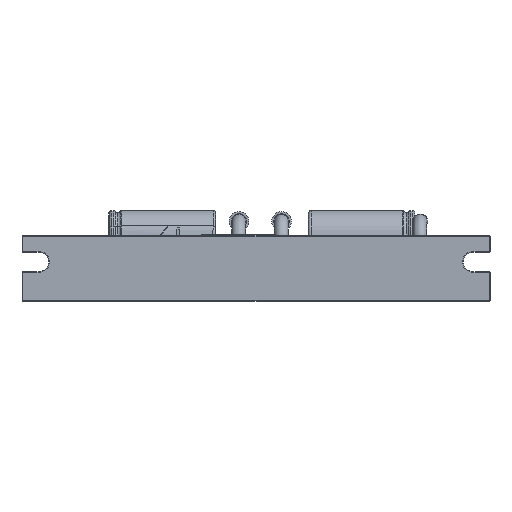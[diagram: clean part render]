
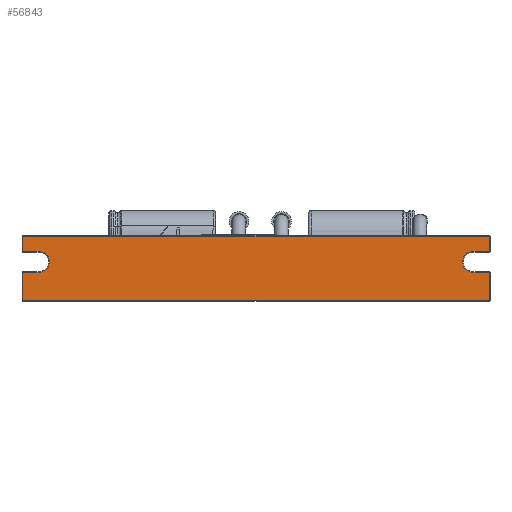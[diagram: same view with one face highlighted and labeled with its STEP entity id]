
A CAD part, front view. The second image highlights one B-rep face of the part: STEP entity #56843.
In plain terms, the highlighted planar face has unit normal (0, -1, 0).
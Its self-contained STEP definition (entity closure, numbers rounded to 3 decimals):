
#14 = ORIENTED_EDGE ( 'NONE', *, *, #123502, .T. ) ;
#892 = DIRECTION ( 'NONE',  ( 0., 0., 1. ) ) ;
#979 = CARTESIAN_POINT ( 'NONE',  ( -55., -37.5, 11.7 ) ) ;
#1563 = PLANE ( 'NONE',  #1913 ) ;
#1913 = AXIS2_PLACEMENT_3D ( 'NONE', #92493, #169865, #892 ) ;
#2476 = CARTESIAN_POINT ( 'NONE',  ( -55., -37.5, 6.8 ) ) ;
#7293 = VECTOR ( 'NONE', #179404, 1000. ) ;
#9005 = CARTESIAN_POINT ( 'NONE',  ( 54.8, -37.5, 15.5 ) ) ;
#9106 = ORIENTED_EDGE ( 'NONE', *, *, #80057, .T. ) ;
#9584 = CARTESIAN_POINT ( 'NONE',  ( 54.8, -37.5, 0.2 ) ) ;
#9892 = FACE_OUTER_BOUND ( 'NONE', #191127, .T. ) ;
#10684 = LINE ( 'NONE', #116869, #170939 ) ;
#15927 = VECTOR ( 'NONE', #47234, 1000. ) ;
#19204 = ORIENTED_EDGE ( 'NONE', *, *, #186113, .T. ) ;
#19647 = DIRECTION ( 'NONE',  ( 0., 1., 0. ) ) ;
#24600 = VERTEX_POINT ( 'NONE', #146442 ) ;
#25588 = CARTESIAN_POINT ( 'NONE',  ( 54.8, -37.5, 6.8 ) ) ;
#28805 = LINE ( 'NONE', #75416, #120997 ) ;
#28888 = DIRECTION ( 'NONE',  ( 0., 0., 1. ) ) ;
#29262 = EDGE_CURVE ( 'NONE', #37820, #72986, #42232, .T. ) ;
#30270 = DIRECTION ( 'NONE',  ( -1., 0., 0. ) ) ;
#31253 = LINE ( 'NONE', #162696, #7293 ) ;
#32079 = VERTEX_POINT ( 'NONE', #180213 ) ;
#37820 = VERTEX_POINT ( 'NONE', #49547 ) ;
#38510 = LINE ( 'NONE', #148059, #91146 ) ;
#39222 = AXIS2_PLACEMENT_3D ( 'NONE', #173260, #19647, #129159 ) ;
#42232 = LINE ( 'NONE', #79443, #87740 ) ;
#43612 = CARTESIAN_POINT ( 'NONE',  ( -55., -37.5, 15.3 ) ) ;
#44440 = VERTEX_POINT ( 'NONE', #172413 ) ;
#47116 = EDGE_CURVE ( 'NONE', #44440, #173701, #188802, .T. ) ;
#47234 = DIRECTION ( 'NONE',  ( -1., 0., 0. ) ) ;
#48359 = VECTOR ( 'NONE', #154578, 1000. ) ;
#49547 = CARTESIAN_POINT ( 'NONE',  ( -54.8, -37.5, 0.2 ) ) ;
#53548 = EDGE_CURVE ( 'NONE', #173701, #130568, #108236, .T. ) ;
#53832 = DIRECTION ( 'NONE',  ( 0., 0., 1. ) ) ;
#56084 = DIRECTION ( 'NONE',  ( 0., 0., -1. ) ) ;
#56096 = CARTESIAN_POINT ( 'NONE',  ( -55., -37.5, 11.7 ) ) ;
#56626 = LINE ( 'NONE', #9005, #133061 ) ;
#56843 = ADVANCED_FACE ( 'NONE', ( #9892 ), #1563, .F. ) ;
#59414 = DIRECTION ( 'NONE',  ( 1., 0., 0. ) ) ;
#61395 = LINE ( 'NONE', #2476, #15927 ) ;
#65258 = CARTESIAN_POINT ( 'NONE',  ( -54.8, -37.5, 11.7 ) ) ;
#65776 = ORIENTED_EDGE ( 'NONE', *, *, #121219, .T. ) ;
#72986 = VERTEX_POINT ( 'NONE', #9584 ) ;
#74488 = CARTESIAN_POINT ( 'NONE',  ( 54.8, -37.5, 11.7 ) ) ;
#75015 = ORIENTED_EDGE ( 'NONE', *, *, #147968, .T. ) ;
#75407 = ORIENTED_EDGE ( 'NONE', *, *, #47116, .T. ) ;
#75416 = CARTESIAN_POINT ( 'NONE',  ( -55., -37.5, 6.8 ) ) ;
#79443 = CARTESIAN_POINT ( 'NONE',  ( 55., -37.5, 0.2 ) ) ;
#80057 = EDGE_CURVE ( 'NONE', #24600, #172856, #10684, .T. ) ;
#84245 = CARTESIAN_POINT ( 'NONE',  ( 51., -37.5, 11.7 ) ) ;
#86921 = VERTEX_POINT ( 'NONE', #175463 ) ;
#87740 = VECTOR ( 'NONE', #176861, 1000. ) ;
#89457 = VERTEX_POINT ( 'NONE', #115880 ) ;
#91029 = DIRECTION ( 'NONE',  ( 0., 1., 0. ) ) ;
#91146 = VECTOR ( 'NONE', #117414, 1000. ) ;
#92493 = CARTESIAN_POINT ( 'NONE',  ( -55., -37.5, 15.5 ) ) ;
#93025 = ORIENTED_EDGE ( 'NONE', *, *, #131397, .T. ) ;
#108236 = LINE ( 'NONE', #979, #48359 ) ;
#108539 = CIRCLE ( 'NONE', #39222, 2.45 ) ;
#115880 = CARTESIAN_POINT ( 'NONE',  ( -51., -37.5, 6.8 ) ) ;
#116869 = CARTESIAN_POINT ( 'NONE',  ( -54.8, -37.5, 15.5 ) ) ;
#117414 = DIRECTION ( 'NONE',  ( 0., 0., -1. ) ) ;
#120997 = VECTOR ( 'NONE', #133553, 1000. ) ;
#121219 = EDGE_CURVE ( 'NONE', #72986, #174188, #31253, .T. ) ;
#123502 = EDGE_CURVE ( 'NONE', #174188, #44440, #61395, .T. ) ;
#124569 = VECTOR ( 'NONE', #30270, 1000. ) ;
#129159 = DIRECTION ( 'NONE',  ( 0., 0., 1. ) ) ;
#130568 = VERTEX_POINT ( 'NONE', #74488 ) ;
#131397 = EDGE_CURVE ( 'NONE', #89457, #32079, #28805, .T. ) ;
#132765 = EDGE_CURVE ( 'NONE', #86921, #89457, #108539, .T. ) ;
#133061 = VECTOR ( 'NONE', #53832, 1000. ) ;
#133553 = DIRECTION ( 'NONE',  ( -1., 0., 0. ) ) ;
#133711 = EDGE_CURVE ( 'NONE', #32079, #37820, #38510, .T. ) ;
#135893 = ORIENTED_EDGE ( 'NONE', *, *, #133711, .T. ) ;
#139307 = ORIENTED_EDGE ( 'NONE', *, *, #172598, .T. ) ;
#141563 = LINE ( 'NONE', #56096, #167814 ) ;
#146314 = ORIENTED_EDGE ( 'NONE', *, *, #29262, .T. ) ;
#146442 = CARTESIAN_POINT ( 'NONE',  ( -54.8, -37.5, 15.3 ) ) ;
#147576 = VERTEX_POINT ( 'NONE', #155111 ) ;
#147968 = EDGE_CURVE ( 'NONE', #130568, #147576, #56626, .T. ) ;
#148059 = CARTESIAN_POINT ( 'NONE',  ( -54.8, -37.5, 15.5 ) ) ;
#151082 = ORIENTED_EDGE ( 'NONE', *, *, #132765, .T. ) ;
#154578 = DIRECTION ( 'NONE',  ( 1., 0., 0. ) ) ;
#155111 = CARTESIAN_POINT ( 'NONE',  ( 54.8, -37.5, 15.3 ) ) ;
#162696 = CARTESIAN_POINT ( 'NONE',  ( 54.8, -37.5, 15.5 ) ) ;
#167814 = VECTOR ( 'NONE', #59414, 1000. ) ;
#169865 = DIRECTION ( 'NONE',  ( 0., 1., 0. ) ) ;
#170939 = VECTOR ( 'NONE', #56084, 1000. ) ;
#172413 = CARTESIAN_POINT ( 'NONE',  ( 51., -37.5, 6.8 ) ) ;
#172598 = EDGE_CURVE ( 'NONE', #172856, #86921, #141563, .T. ) ;
#172856 = VERTEX_POINT ( 'NONE', #65258 ) ;
#173260 = CARTESIAN_POINT ( 'NONE',  ( -51., -37.5, 9.25 ) ) ;
#173701 = VERTEX_POINT ( 'NONE', #84245 ) ;
#174188 = VERTEX_POINT ( 'NONE', #25588 ) ;
#175463 = CARTESIAN_POINT ( 'NONE',  ( -51., -37.5, 11.7 ) ) ;
#176861 = DIRECTION ( 'NONE',  ( 1., 0., 0. ) ) ;
#179404 = DIRECTION ( 'NONE',  ( 0., 0., 1. ) ) ;
#180213 = CARTESIAN_POINT ( 'NONE',  ( -54.8, -37.5, 6.8 ) ) ;
#181849 = CARTESIAN_POINT ( 'NONE',  ( 51., -37.5, 9.25 ) ) ;
#182805 = ORIENTED_EDGE ( 'NONE', *, *, #53548, .T. ) ;
#186113 = EDGE_CURVE ( 'NONE', #147576, #24600, #191500, .T. ) ;
#187585 = AXIS2_PLACEMENT_3D ( 'NONE', #181849, #91029, #28888 ) ;
#188802 = CIRCLE ( 'NONE', #187585, 2.45 ) ;
#191127 = EDGE_LOOP ( 'NONE', ( #146314, #65776, #14, #75407, #182805, #75015, #19204, #9106, #139307, #151082, #93025, #135893 ) ) ;
#191500 = LINE ( 'NONE', #43612, #124569 ) ;
